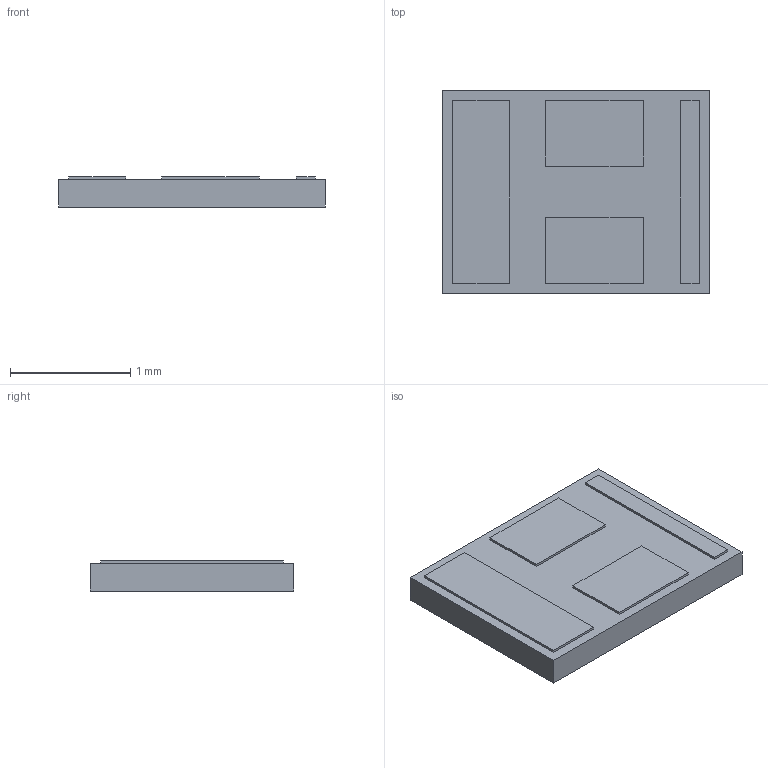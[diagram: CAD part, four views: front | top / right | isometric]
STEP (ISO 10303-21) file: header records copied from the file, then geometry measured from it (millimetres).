
FILE_DESCRIPTION(/* description */ ('Unknown'),/* implementation_level */ '2;1');
FILE_NAME(/* name */ 'X3-TSN2217-4',/* time_stamp */ '2021-07-29T09:22:11+08:00',/* author */ ('Unknown'),/* organization */ ('Unknown'),/* preprocessor_version */ 'ST-DEVELOPER v16.7',/* originating_system */ 'DEX',/* authorisation */ $);
FILE_SCHEMA (('AUTOMOTIVE_DESIGN {1 0 10303 214 3 1 1}'));
Length unit declared in the file: millimetre
Products named in the file (3): X3-TSN2217-4; Pin; MD
Assembly tree (2 placements, depth 2):
  X3-TSN2217-4
    Pin
    MD
Bounding box: 2.21 x 1.69 x 0.25 mm (x, y, z)
Volume: 0.9 mm3; surface area: 13.2 mm2
Topology: 5 solids, 5 shells, 30 faces, 60 edges, 40 vertices
Faces by surface type: plane 30
Entity records: 855 total; most frequent: CARTESIAN_POINT 133, DIRECTION 126, ORIENTED_EDGE 120, EDGE_CURVE 60, LINE 60, VECTOR 60, VERTEX_POINT 40, AXIS2_PLACEMENT_3D 33
